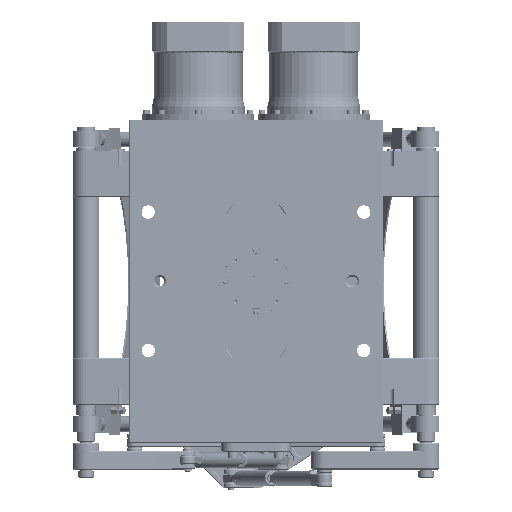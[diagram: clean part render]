
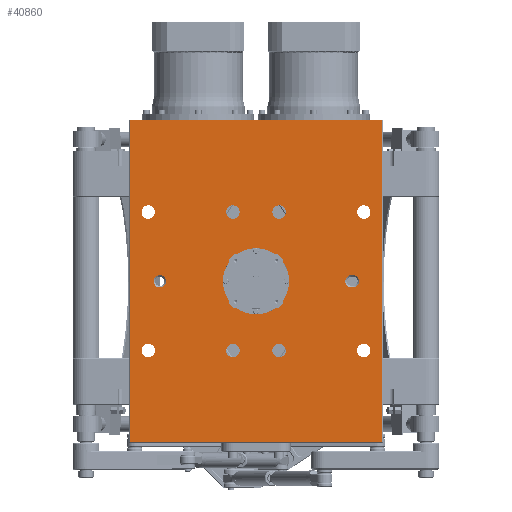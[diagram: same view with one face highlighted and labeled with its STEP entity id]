
A CAD part, top view. The second image highlights one B-rep face of the part: STEP entity #40860.
In plain terms, the highlighted face is planar.
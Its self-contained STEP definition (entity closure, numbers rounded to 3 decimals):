
#947=FACE_BOUND('',#7948,.T.);
#948=FACE_BOUND('',#7949,.T.);
#949=FACE_BOUND('',#7950,.T.);
#950=FACE_BOUND('',#7951,.T.);
#951=FACE_BOUND('',#7952,.T.);
#952=FACE_BOUND('',#7953,.T.);
#953=FACE_BOUND('',#7954,.T.);
#954=FACE_BOUND('',#7955,.T.);
#955=FACE_BOUND('',#7956,.T.);
#956=FACE_BOUND('',#7957,.T.);
#957=FACE_BOUND('',#7958,.T.);
#5174=FACE_OUTER_BOUND('',#7947,.T.);
#7947=EDGE_LOOP('',(#30863,#30864,#30865,#30866));
#7948=EDGE_LOOP('',(#30867));
#7949=EDGE_LOOP('',(#30868));
#7950=EDGE_LOOP('',(#30869));
#7951=EDGE_LOOP('',(#30870));
#7952=EDGE_LOOP('',(#30871));
#7953=EDGE_LOOP('',(#30872,#30873,#30874,#30875));
#7954=EDGE_LOOP('',(#30876));
#7955=EDGE_LOOP('',(#30877));
#7956=EDGE_LOOP('',(#30878));
#7957=EDGE_LOOP('',(#30879));
#7958=EDGE_LOOP('',(#30880));
#10906=CIRCLE('',#43352,43.);
#11310=CIRCLE('',#44270,8.75);
#11311=CIRCLE('',#44271,8.75);
#11312=CIRCLE('',#44272,8.75);
#11313=CIRCLE('',#44273,8.75);
#11314=CIRCLE('',#44274,8.);
#11315=CIRCLE('',#44275,8.);
#11316=CIRCLE('',#44276,8.75);
#11317=CIRCLE('',#44277,8.75);
#11318=CIRCLE('',#44278,8.75);
#11319=CIRCLE('',#44279,8.75);
#11320=CIRCLE('',#44280,8.);
#13771=LINE('',#67771,#16977);
#13772=LINE('',#67773,#16978);
#13773=LINE('',#67775,#16979);
#13774=LINE('',#67776,#16980);
#13775=LINE('',#67789,#16981);
#13776=LINE('',#67792,#16982);
#16977=VECTOR('',#50755,10.);
#16978=VECTOR('',#50756,10.);
#16979=VECTOR('',#50757,10.);
#16980=VECTOR('',#50758,10.);
#16981=VECTOR('',#50769,10.);
#16982=VECTOR('',#50772,10.);
#19302=VERTEX_POINT('',#60569);
#20224=VERTEX_POINT('',#67769);
#20225=VERTEX_POINT('',#67770);
#20226=VERTEX_POINT('',#67772);
#20227=VERTEX_POINT('',#67774);
#20228=VERTEX_POINT('',#67777);
#20229=VERTEX_POINT('',#67779);
#20230=VERTEX_POINT('',#67781);
#20231=VERTEX_POINT('',#67783);
#20232=VERTEX_POINT('',#67785);
#20233=VERTEX_POINT('',#67786);
#20234=VERTEX_POINT('',#67788);
#20235=VERTEX_POINT('',#67790);
#20236=VERTEX_POINT('',#67793);
#20237=VERTEX_POINT('',#67795);
#20238=VERTEX_POINT('',#67797);
#20239=VERTEX_POINT('',#67799);
#20240=VERTEX_POINT('',#67801);
#22991=EDGE_CURVE('',#19302,#19302,#10906,.T.);
#24303=EDGE_CURVE('',#20224,#20225,#13771,.T.);
#24304=EDGE_CURVE('',#20226,#20224,#13772,.T.);
#24305=EDGE_CURVE('',#20227,#20226,#13773,.T.);
#24306=EDGE_CURVE('',#20225,#20227,#13774,.T.);
#24307=EDGE_CURVE('',#20228,#20228,#11310,.T.);
#24308=EDGE_CURVE('',#20229,#20229,#11311,.T.);
#24309=EDGE_CURVE('',#20230,#20230,#11312,.T.);
#24310=EDGE_CURVE('',#20231,#20231,#11313,.T.);
#24311=EDGE_CURVE('',#20232,#20233,#11314,.T.);
#24312=EDGE_CURVE('',#20234,#20232,#13775,.T.);
#24313=EDGE_CURVE('',#20235,#20234,#11315,.T.);
#24314=EDGE_CURVE('',#20233,#20235,#13776,.T.);
#24315=EDGE_CURVE('',#20236,#20236,#11316,.T.);
#24316=EDGE_CURVE('',#20237,#20237,#11317,.T.);
#24317=EDGE_CURVE('',#20238,#20238,#11318,.T.);
#24318=EDGE_CURVE('',#20239,#20239,#11319,.T.);
#24319=EDGE_CURVE('',#20240,#20240,#11320,.T.);
#30863=ORIENTED_EDGE('',*,*,#24303,.F.);
#30864=ORIENTED_EDGE('',*,*,#24304,.F.);
#30865=ORIENTED_EDGE('',*,*,#24305,.F.);
#30866=ORIENTED_EDGE('',*,*,#24306,.F.);
#30867=ORIENTED_EDGE('',*,*,#22991,.T.);
#30868=ORIENTED_EDGE('',*,*,#24307,.T.);
#30869=ORIENTED_EDGE('',*,*,#24308,.T.);
#30870=ORIENTED_EDGE('',*,*,#24309,.T.);
#30871=ORIENTED_EDGE('',*,*,#24310,.T.);
#30872=ORIENTED_EDGE('',*,*,#24311,.F.);
#30873=ORIENTED_EDGE('',*,*,#24312,.F.);
#30874=ORIENTED_EDGE('',*,*,#24313,.F.);
#30875=ORIENTED_EDGE('',*,*,#24314,.F.);
#30876=ORIENTED_EDGE('',*,*,#24315,.T.);
#30877=ORIENTED_EDGE('',*,*,#24316,.T.);
#30878=ORIENTED_EDGE('',*,*,#24317,.T.);
#30879=ORIENTED_EDGE('',*,*,#24318,.T.);
#30880=ORIENTED_EDGE('',*,*,#24319,.F.);
#39304=PLANE('',#44269);
#40860=ADVANCED_FACE('',(#5174,#947,#948,#949,#950,#951,#952,#953,#954,
#955,#956,#957),#39304,.F.);
#43352=AXIS2_PLACEMENT_3D('',#60570,#48039,#48040);
#44269=AXIS2_PLACEMENT_3D('',#67768,#50753,#50754);
#44270=AXIS2_PLACEMENT_3D('',#67778,#50759,#50760);
#44271=AXIS2_PLACEMENT_3D('',#67780,#50761,#50762);
#44272=AXIS2_PLACEMENT_3D('',#67782,#50763,#50764);
#44273=AXIS2_PLACEMENT_3D('',#67784,#50765,#50766);
#44274=AXIS2_PLACEMENT_3D('',#67787,#50767,#50768);
#44275=AXIS2_PLACEMENT_3D('',#67791,#50770,#50771);
#44276=AXIS2_PLACEMENT_3D('',#67794,#50773,#50774);
#44277=AXIS2_PLACEMENT_3D('',#67796,#50775,#50776);
#44278=AXIS2_PLACEMENT_3D('',#67798,#50777,#50778);
#44279=AXIS2_PLACEMENT_3D('',#67800,#50779,#50780);
#44280=AXIS2_PLACEMENT_3D('',#67802,#50781,#50782);
#48039=DIRECTION('center_axis',(0.,-1.,0.));
#48040=DIRECTION('ref_axis',(-1.,0.,0.));
#50753=DIRECTION('center_axis',(0.,-1.,0.));
#50754=DIRECTION('ref_axis',(0.,0.,-1.));
#50755=DIRECTION('',(0.,0.,-1.));
#50756=DIRECTION('',(-1.,0.,0.));
#50757=DIRECTION('',(0.,0.,1.));
#50758=DIRECTION('',(1.,0.,0.));
#50759=DIRECTION('center_axis',(0.,-1.,0.));
#50760=DIRECTION('ref_axis',(0.,0.,
-1.));
#50761=DIRECTION('center_axis',(0.,-1.,0.));
#50762=DIRECTION('ref_axis',(0.,0.,
-1.));
#50763=DIRECTION('center_axis',(0.,-1.,0.));
#50764=DIRECTION('ref_axis',(0.,0.,
-1.));
#50765=DIRECTION('center_axis',(0.,-1.,0.));
#50766=DIRECTION('ref_axis',(0.,0.,
-1.));
#50767=DIRECTION('center_axis',(0.,1.,0.));
#50768=DIRECTION('ref_axis',(0.,0.,
1.));
#50769=DIRECTION('',(1.,0.,0.));
#50770=DIRECTION('center_axis',(0.,1.,0.));
#50771=DIRECTION('ref_axis',(0.,0.,
-1.));
#50772=DIRECTION('',(-1.,0.,0.));
#50773=DIRECTION('center_axis',(0.,-1.,0.));
#50774=DIRECTION('ref_axis',(0.,0.,
-1.));
#50775=DIRECTION('center_axis',(0.,-1.,0.));
#50776=DIRECTION('ref_axis',(0.,0.,
-1.));
#50777=DIRECTION('center_axis',(0.,-1.,0.));
#50778=DIRECTION('ref_axis',(0.,0.,
-1.));
#50779=DIRECTION('center_axis',(0.,-1.,0.));
#50780=DIRECTION('ref_axis',(0.,0.,
-1.));
#50781=DIRECTION('center_axis',(0.,1.,0.));
#50782=DIRECTION('ref_axis',(0.,0.,
1.));
#60569=CARTESIAN_POINT('',(43.,220.,210.));
#60570=CARTESIAN_POINT('Origin',(0.,220.,210.));
#67768=CARTESIAN_POINT('Origin',(0.,220.,210.));
#67769=CARTESIAN_POINT('',(-164.,220.,419.));
#67770=CARTESIAN_POINT('',(-164.,220.,1.));
#67771=CARTESIAN_POINT('',(-164.,220.,105.));
#67772=CARTESIAN_POINT('',(164.,220.,419.));
#67773=CARTESIAN_POINT('',(-82.5,220.,419.));
#67774=CARTESIAN_POINT('',(164.,220.,1.));
#67775=CARTESIAN_POINT('',(164.,220.,315.));
#67776=CARTESIAN_POINT('',(82.5,220.,1.));
#67777=CARTESIAN_POINT('',(-30.,220.,308.75));
#67778=CARTESIAN_POINT('Origin',(-30.,220.,300.));
#67779=CARTESIAN_POINT('',(-30.,220.,128.75));
#67780=CARTESIAN_POINT('Origin',(-30.,220.,120.));
#67781=CARTESIAN_POINT('',(-140.,220.,308.75));
#67782=CARTESIAN_POINT('Origin',(-140.,220.,300.));
#67783=CARTESIAN_POINT('',(-140.,220.,128.75));
#67784=CARTESIAN_POINT('Origin',(-140.,220.,120.));
#67785=CARTESIAN_POINT('',(126.,220.,218.));
#67786=CARTESIAN_POINT('',(126.,220.,202.));
#67787=CARTESIAN_POINT('Origin',(126.,220.,210.));
#67788=CARTESIAN_POINT('',(124.,220.,218.));
#67789=CARTESIAN_POINT('',(63.,220.,218.));
#67790=CARTESIAN_POINT('',(124.,220.,202.));
#67791=CARTESIAN_POINT('Origin',(124.,220.,210.));
#67792=CARTESIAN_POINT('',(62.,220.,202.));
#67793=CARTESIAN_POINT('',(30.,220.,308.75));
#67794=CARTESIAN_POINT('Origin',(30.,220.,300.));
#67795=CARTESIAN_POINT('',(30.,220.,128.75));
#67796=CARTESIAN_POINT('Origin',(30.,220.,120.));
#67797=CARTESIAN_POINT('',(140.,220.,308.75));
#67798=CARTESIAN_POINT('Origin',(140.,220.,300.));
#67799=CARTESIAN_POINT('',(140.,220.,128.75));
#67800=CARTESIAN_POINT('Origin',(140.,220.,120.));
#67801=CARTESIAN_POINT('',(-125.,220.,202.));
#67802=CARTESIAN_POINT('Origin',(-125.,220.,210.));
